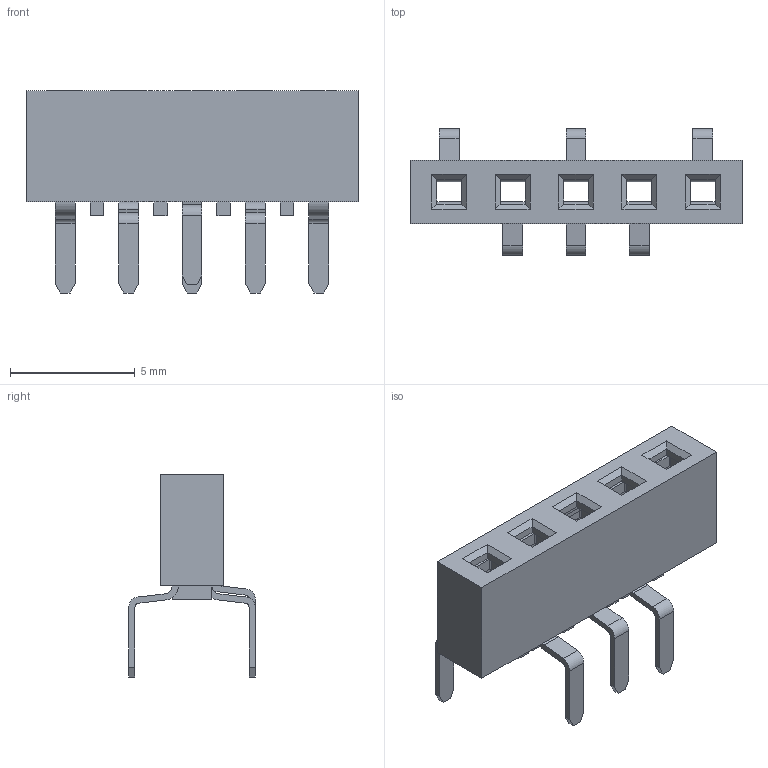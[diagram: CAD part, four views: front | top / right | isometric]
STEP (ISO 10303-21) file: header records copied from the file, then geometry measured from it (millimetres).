
FILE_DESCRIPTION( ( 'Unknown' ), '1' );
FILE_NAME( '61300515721.stp', 'Unknown', ( 'Unknown' ), ( 'Unknown' ), 'PSStep 14.0', 'Unknown', ' ' );
FILE_SCHEMA( ( 'AUTOMOTIVE_DESIGN { 1 0 10303 214 1 1 1 1 }' ) );
Length unit declared in the file: millimetre
Products named in the file (3): Assem1; 6130xx15721_PIN; 61300515721
Bounding box: 13.3 x 5.08 x 8.1 mm (x, y, z)
Volume: 203.1 mm3; surface area: 1046.4 mm2
Topology: 8 solids, 8 shells, 802 faces, 2148 edges, 1352 vertices
Faces by surface type: plane 514, cylinder 276, torus 6, bspline 6
Full cylindrical faces by diameter (mm): 0.01 x6, 0.51 x6
Entity records: 7453 total; most frequent: CARTESIAN_POINT 1269, ORIENTED_EDGE 976, DIRECTION 924, EDGE_CURVE 488, LINE 378, VECTOR 378, VERTEX_POINT 306, AXIS2_PLACEMENT_3D 273
